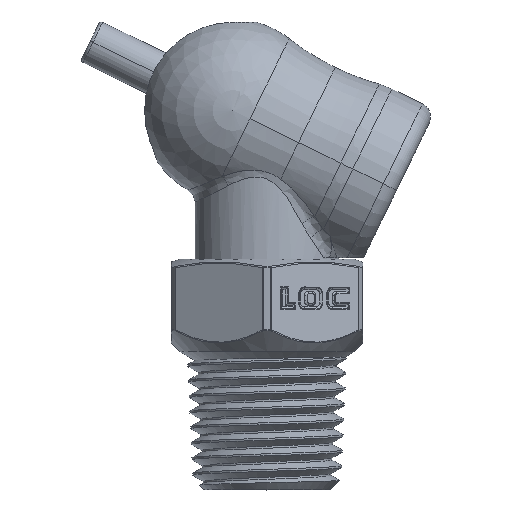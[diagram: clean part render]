
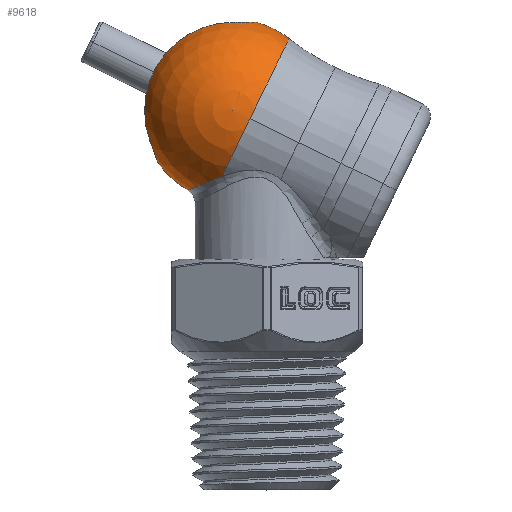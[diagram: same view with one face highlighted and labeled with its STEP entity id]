
A CAD part, top view. The second image highlights one B-rep face of the part: STEP entity #9618.
In plain terms, the highlighted spherical face has radius 8.039 mm.
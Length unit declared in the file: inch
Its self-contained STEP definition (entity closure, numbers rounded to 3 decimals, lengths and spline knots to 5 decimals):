
#84 = VERTEX_POINT ( 'NONE', #17531 ) ;
#85 = VERTEX_POINT ( 'NONE', #17543 ) ;
#114 = VERTEX_POINT ( 'NONE', #17963 ) ;
#117 = VERTEX_POINT ( 'NONE', #17796 ) ;
#124 = VERTEX_POINT ( 'NONE', #17786 ) ;
#128 = VERTEX_POINT ( 'NONE', #17780 ) ;
#131 = VERTEX_POINT ( 'NONE', #17776 ) ;
#140 = VERTEX_POINT ( 'NONE', #17762 ) ;
#1018 = CARTESIAN_POINT ( 'NONE',  ( -0.21236, -0.22063, 0.08 ) ) ;
#1021 = CARTESIAN_POINT ( 'NONE',  ( -0.01876, -0.31594, 0. ) ) ;
#1025 = CARTESIAN_POINT ( 'NONE',  ( -0.20855, -0.22429, 0.08 ) ) ;
#1029 = CARTESIAN_POINT ( 'NONE',  ( -0.20481, -0.22789, 0.07948 ) ) ;
#1030 = CARTESIAN_POINT ( 'NONE',  ( -0.19745, -0.23498, 0.07745 ) ) ;
#1031 = CARTESIAN_POINT ( 'NONE',  ( -0.19379, -0.2385, 0.07592 ) ) ;
#1032 = CARTESIAN_POINT ( 'NONE',  ( -0.18681, -0.24521, 0.0719 ) ) ;
#1033 = CARTESIAN_POINT ( 'NONE',  ( -0.18351, -0.2484, 0.06945 ) ) ;
#1034 = CARTESIAN_POINT ( 'NONE',  ( -0.17724, -0.25443, 0.06365 ) ) ;
#1035 = CARTESIAN_POINT ( 'NONE',  ( -0.17428, -0.25728, 0.06028 ) ) ;
#1036 = CARTESIAN_POINT ( 'NONE',  ( -0.1663, -0.26496, 0.04921 ) ) ;
#1037 = CARTESIAN_POINT ( 'NONE',  ( -0.16201, -0.26909, 0.0403 ) ) ;
#1038 = CARTESIAN_POINT ( 'NONE',  ( -0.15625, -0.27463, 0.02106 ) ) ;
#1039 = CARTESIAN_POINT ( 'NONE',  ( -0.15472, -0.2761, 0.01056 ) ) ;
#1040 = CARTESIAN_POINT ( 'NONE',  ( -0.15472, -0.2761, 0. ) ) ;
#1041 = CARTESIAN_POINT ( 'NONE',  ( -0.06183, 0.3104, 0. ) ) ;
#1042 = CARTESIAN_POINT ( 'NONE',  ( -0.06183, 0.3104, 0.00528 ) ) ;
#1043 = CARTESIAN_POINT ( 'NONE',  ( 0., 0., 0.08 ) ) ;
#1044 = DIRECTION ( 'NONE',  ( 0., 0., -1. ) ) ;
#1045 = DIRECTION ( 'NONE',  ( 1., 0., 0. ) ) ;
#1046 = CARTESIAN_POINT ( 'NONE',  ( -0.01876, -0.31594, 0.02207 ) ) ;
#1047 = CARTESIAN_POINT ( 'NONE',  ( -0.06229, 0.31018, 0.01048 ) ) ;
#1048 = CARTESIAN_POINT ( 'NONE',  ( -0.06412, 0.30929, 0.02069 ) ) ;
#1049 = CARTESIAN_POINT ( 'NONE',  ( -0.0655, 0.30862, 0.02577 ) ) ;
#1050 = CARTESIAN_POINT ( 'NONE',  ( -0.06911, 0.30687, 0.03546 ) ) ;
#1051 = CARTESIAN_POINT ( 'NONE',  ( -0.07132, 0.30579, 0.04005 ) ) ;
#1052 = CARTESIAN_POINT ( 'NONE',  ( -0.07653, 0.30326, 0.04874 ) ) ;
#1053 = CARTESIAN_POINT ( 'NONE',  ( -0.07957, 0.30178, 0.05286 ) ) ;
#1054 = CARTESIAN_POINT ( 'NONE',  ( -0.08952, 0.29695, 0.06393 ) ) ;
#1055 = CARTESIAN_POINT ( 'NONE',  ( -0.09754, 0.29306, 0.06989 ) ) ;
#1056 = CARTESIAN_POINT ( 'NONE',  ( -0.11484, 0.28465, 0.07788 ) ) ;
#1057 = CARTESIAN_POINT ( 'NONE',  ( -0.12429, 0.28007, 0.08 ) ) ;
#1058 = CARTESIAN_POINT ( 'NONE',  ( -0.13379, 0.27545, 0.08 ) ) ;
#1061 = CARTESIAN_POINT ( 'NONE',  ( -0.01671, -0.31379, 0.04365 ) ) ;
#1062 = CARTESIAN_POINT ( 'NONE',  ( -0.01069, -0.30742, 0.07531 ) ) ;
#1063 = CARTESIAN_POINT ( 'NONE',  ( -0.00817, -0.30474, 0.08579 ) ) ;
#1064 = CARTESIAN_POINT ( 'NONE',  ( -0.00229, -0.29845, 0.1059 ) ) ;
#1065 = CARTESIAN_POINT ( 'NONE',  ( 0.00108, -0.29483, 0.11562 ) ) ;
#1066 = CARTESIAN_POINT ( 'NONE',  ( 0.0124, -0.28255, 0.14374 ) ) ;
#1067 = CARTESIAN_POINT ( 'NONE',  ( 0.0217, -0.27235, 0.16126 ) ) ;
#1068 = CARTESIAN_POINT ( 'NONE',  ( 0.03714, -0.25491, 0.18421 ) ) ;
#1069 = CARTESIAN_POINT ( 'NONE',  ( 0.04255, -0.24872, 0.19137 ) ) ;
#1070 = CARTESIAN_POINT ( 'NONE',  ( 0.05388, -0.23556, 0.2047 ) ) ;
#1071 = CARTESIAN_POINT ( 'NONE',  ( 0.0598, -0.22856, 0.21089 ) ) ;
#1072 = CARTESIAN_POINT ( 'NONE',  ( 0.06587, -0.22126, 0.21651 ) ) ;
#1336 = CARTESIAN_POINT ( 'NONE',  ( 0., 0., 0. ) ) ;
#1337 = DIRECTION ( 'NONE',  ( 0., 0., 1. ) ) ;
#1338 = DIRECTION ( 'NONE',  ( 1., 0., 0. ) ) ;
#1371 = CARTESIAN_POINT ( 'NONE',  ( 0., 0., 0. ) ) ;
#1372 = DIRECTION ( 'NONE',  ( 0., 0., -1. ) ) ;
#1373 = DIRECTION ( 'NONE',  ( 0., 1., 0. ) ) ;
#1459 = CARTESIAN_POINT ( 'NONE',  ( 0.06587, 0., 0. ) ) ;
#1460 = DIRECTION ( 'NONE',  ( -1., 0., 0. ) ) ;
#1461 = DIRECTION ( 'NONE',  ( 0., 0., 1. ) ) ;
#1560 = CARTESIAN_POINT ( 'NONE',  ( 0.06587, 0., 0. ) ) ;
#1561 = DIRECTION ( 'NONE',  ( -1., 0., 0. ) ) ;
#1562 = DIRECTION ( 'NONE',  ( 0., 0., 1. ) ) ;
#3883 = ORIENTED_EDGE ( 'NONE', *, *, #12362, .T. ) ;
#3884 = ORIENTED_EDGE ( 'NONE', *, *, #12363, .F. ) ;
#3885 = ORIENTED_EDGE ( 'NONE', *, *, #12364, .T. ) ;
#3886 = ORIENTED_EDGE ( 'NONE', *, *, #12415, .T. ) ;
#3887 = ORIENTED_EDGE ( 'NONE', *, *, #12446, .T. ) ;
#3888 = ORIENTED_EDGE ( 'NONE', *, *, #12433, .T. ) ;
#3889 = ORIENTED_EDGE ( 'NONE', *, *, #12365, .T. ) ;
#3890 = ORIENTED_EDGE ( 'NONE', *, *, #12419, .F. ) ;
#5170 = FACE_OUTER_BOUND ( 'NONE', #10603, .T. ) ;
#5175 = SPHERICAL_SURFACE ( 'NONE', #8107, 0.3165 ) ;
#7182 = B_SPLINE_CURVE_WITH_KNOTS ( 'NONE', 3,
 ( #1018, #1025, #1029, #1030, #1031, #1032, #1033, #1034, #1035, #1036, #1037, #1038, #1039, #1040 ),
 .UNSPECIFIED., .F., .F.,
 ( 4, 2, 2, 2, 2, 2, 4 ),
 ( 0., 0.0004, 0.00079, 0.00119, 0.00159, 0.00238, 0.00317 ),
 .UNSPECIFIED. ) ;
#7183 = B_SPLINE_CURVE_WITH_KNOTS ( 'NONE', 3,
 ( #1041, #1042, #1047, #1048, #1049, #1050, #1051, #1052, #1053, #1054, #1055, #1056, #1057, #1058 ),
 .UNSPECIFIED., .F., .F.,
 ( 4, 2, 2, 2, 2, 2, 4 ),
 ( 0., 0.0004, 0.00079, 0.00119, 0.00159, 0.00238, 0.00317 ),
 .UNSPECIFIED. ) ;
#7184 = B_SPLINE_CURVE_WITH_KNOTS ( 'NONE', 3,
 ( #1021, #1046, #1061, #1062, #1063, #1064, #1065, #1066, #1067, #1068, #1069, #1070, #1071, #1072 ),
 .UNSPECIFIED., .F., .F.,
 ( 4, 2, 2, 2, 2, 2, 4 ),
 ( 0.00664, 0.0083, 0.00913, 0.00996, 0.01162, 0.01245, 0.01328 ),
 .UNSPECIFIED. ) ;
#8107 = AXIS2_PLACEMENT_3D ( 'NONE', #18542, #18541, #18537 ) ;
#9618 = ADVANCED_FACE ( 'NONE', ( #5170 ), #5175, .T. ) ;
#10603 = EDGE_LOOP ( 'NONE', ( #3890, #3889, #3888, #3887, #3886, #3885, #3884, #3883 ) ) ;
#12362 = EDGE_CURVE ( 'NONE', #84, #117, #7182, .T. ) ;
#12363 = EDGE_CURVE ( 'NONE', #84, #85, #17249, .T. ) ;
#12364 = EDGE_CURVE ( 'NONE', #114, #85, #7183, .T. ) ;
#12365 = EDGE_CURVE ( 'NONE', #131, #128, #7184, .T. ) ;
#12415 = EDGE_CURVE ( 'NONE', #140, #114, #17281, .T. ) ;
#12419 = EDGE_CURVE ( 'NONE', #131, #117, #17284, .T. ) ;
#12433 = EDGE_CURVE ( 'NONE', #128, #124, #17296, .T. ) ;
#12446 = EDGE_CURVE ( 'NONE', #124, #140, #17309, .T. ) ;
#16248 = AXIS2_PLACEMENT_3D ( 'NONE', #1043, #1044, #1045 ) ;
#16276 = AXIS2_PLACEMENT_3D ( 'NONE', #1336, #1337, #1338 ) ;
#16278 = AXIS2_PLACEMENT_3D ( 'NONE', #1371, #1372, #1373 ) ;
#16283 = AXIS2_PLACEMENT_3D ( 'NONE', #1459, #1460, #1461 ) ;
#16290 = AXIS2_PLACEMENT_3D ( 'NONE', #1560, #1561, #1562 ) ;
#17249 = CIRCLE ( 'NONE', #16248, 0.30622 ) ;
#17281 = CIRCLE ( 'NONE', #16276, 0.3165 ) ;
#17284 = CIRCLE ( 'NONE', #16278, 0.3165 ) ;
#17296 = CIRCLE ( 'NONE', #16283, 0.30957 ) ;
#17309 = CIRCLE ( 'NONE', #16290, 0.30957 ) ;
#17531 = CARTESIAN_POINT ( 'NONE',  ( -0.21236, -0.22063, 0.08 ) ) ;
#17543 = CARTESIAN_POINT ( 'NONE',  ( -0.13379, 0.27545, 0.08 ) ) ;
#17762 = CARTESIAN_POINT ( 'NONE',  ( 0.06587, 0.30957, 0. ) ) ;
#17776 = CARTESIAN_POINT ( 'NONE',  ( -0.01876, -0.31594, 0. ) ) ;
#17780 = CARTESIAN_POINT ( 'NONE',  ( 0.06587, -0.22126, 0.21651 ) ) ;
#17786 = CARTESIAN_POINT ( 'NONE',  ( 0.06587, 0., 0.30957 ) ) ;
#17796 = CARTESIAN_POINT ( 'NONE',  ( -0.15472, -0.2761, 0. ) ) ;
#17963 = CARTESIAN_POINT ( 'NONE',  ( -0.06183, 0.3104, 0. ) ) ;
#18537 = DIRECTION ( 'NONE',  ( 0., 1., 0. ) ) ;
#18541 = DIRECTION ( 'NONE',  ( 0., 0., -1. ) ) ;
#18542 = CARTESIAN_POINT ( 'NONE',  ( 0., 0., 0. ) ) ;
